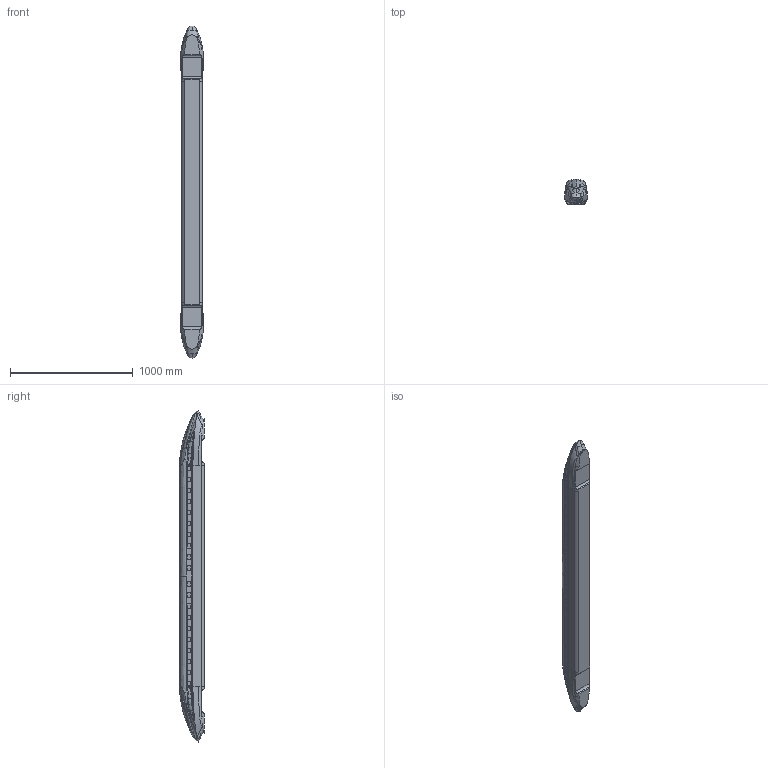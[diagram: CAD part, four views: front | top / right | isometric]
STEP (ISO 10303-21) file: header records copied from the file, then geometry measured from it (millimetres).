
FILE_DESCRIPTION(/* description */ (''),/* implementation_level */ '2;1');
FILE_NAME(/* name */ 'CR400AF High Speed Train.stp',/* time_stamp */ '2022-07-29T18:38:28+07:00',/* author */ ('Rudias Harmadi'),/* organization */ (''),/* preprocessor_version */ 'ST-DEVELOPER v18.1',/* originating_system */ 'Autodesk Inventor 2021',/* authorisation */ '');
FILE_SCHEMA (('AUTOMOTIVE_DESIGN { 1 0 10303 214 3 1 1 }'));
Length unit declared in the file: millimetre
Products named in the file (1): Prototipe 13 color
Bounding box: 187.28 x 202.5 x 2700 mm (x, y, z)
Volume: 74846549.3 mm3; surface area: 1653889.4 mm2
Topology: 1 solids, 1 shells, 194 faces, 643 edges, 500 vertices
Faces by surface type: bspline 174, plane 15, cylinder 5
Entity records: 15690 total; most frequent: CARTESIAN_POINT 11184, ORIENTED_EDGE 1268, EDGE_CURVE 634, B_SPLINE_CURVE_WITH_KNOTS 553, VERTEX_POINT 498, EDGE_LOOP 250, FACE_OUTER_BOUND 194, ADVANCED_FACE 194
